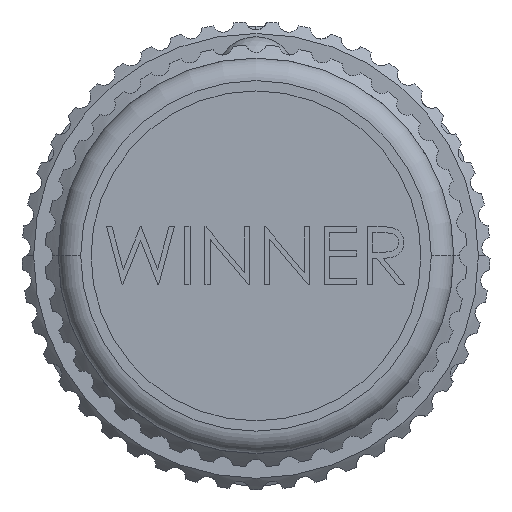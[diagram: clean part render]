
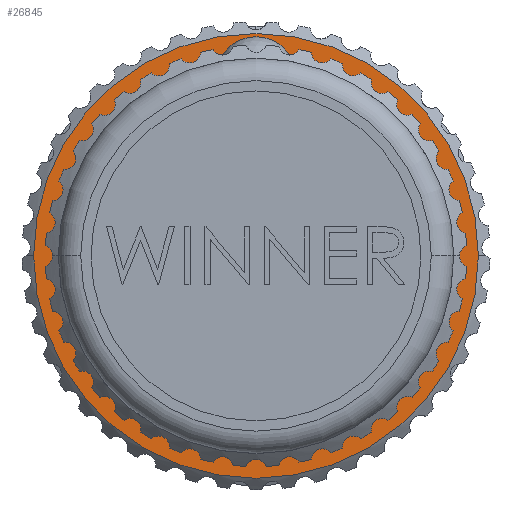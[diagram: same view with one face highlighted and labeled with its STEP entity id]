
A CAD part, left-side view. The second image highlights one B-rep face of the part: STEP entity #26845.
In plain terms, the highlighted planar face has unit normal (-1, 0, 0).
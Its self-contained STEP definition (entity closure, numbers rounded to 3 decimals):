
#255 = DIRECTION ( 'NONE',  ( -1., 0., 0. ) ) ;
#557 = CARTESIAN_POINT ( 'NONE',  ( -7.9, -3.3, 2.677 ) ) ;
#755 = CARTESIAN_POINT ( 'NONE',  ( -7.9, -1.255, 4.242 ) ) ;
#1393 = CARTESIAN_POINT ( 'NONE',  ( -7.9, 4.355, -1.744 ) ) ;
#1502 = PLANE ( 'NONE',  #14817 ) ;
#2159 = CARTESIAN_POINT ( 'NONE',  ( -7.9, 0.11, 4.51 ) ) ;
#2338 = CARTESIAN_POINT ( 'NONE',  ( -7.9, -1.839, -3.813 ) ) ;
#2524 = CARTESIAN_POINT ( 'NONE',  ( -7.9, -3.22, -2.675 ) ) ;
#2616 = CARTESIAN_POINT ( 'NONE',  ( -7.9, -3.434, -2.385 ) ) ;
#3071 = EDGE_LOOP ( 'NONE', ( #3727, #5493 ) ) ;
#3636 = CARTESIAN_POINT ( 'NONE',  ( -7.9, 0.225, -4.355 ) ) ;
#3727 = ORIENTED_EDGE ( 'NONE', *, *, #9820, .T. ) ;
#3758 = DIRECTION ( 'NONE',  ( -1., 0., 0. ) ) ;
#3764 = DIRECTION ( 'NONE',  ( -1., 0., 0. ) ) ;
#4312 = FACE_BOUND ( 'NONE', #20437, .T. ) ;
#4314 = CARTESIAN_POINT ( 'NONE',  ( -7.9, 0.393, 4.511 ) ) ;
#4356 = VERTEX_POINT ( 'NONE', #4687 ) ;
#4409 = CARTESIAN_POINT ( 'NONE',  ( -7.9, 2.03, 4.167 ) ) ;
#4668 = CARTESIAN_POINT ( 'NONE',  ( -7.9, -3.962, 1.4 ) ) ;
#4675 = CARTESIAN_POINT ( 'NONE',  ( -7.9, -0.721, 4.401 ) ) ;
#4687 = CARTESIAN_POINT ( 'NONE',  ( -7.9, 15.3, 0. ) ) ;
#4865 = CARTESIAN_POINT ( 'NONE',  ( -7.9, -0.448, 4.455 ) ) ;
#4954 = CARTESIAN_POINT ( 'NONE',  ( -7.9, -2.014, 3.874 ) ) ;
#5493 = ORIENTED_EDGE ( 'NONE', *, *, #5981, .T. ) ;
#5519 = CARTESIAN_POINT ( 'NONE',  ( -7.9, 4.462, -1.476 ) ) ;
#5605 = CARTESIAN_POINT ( 'NONE',  ( -7.9, -1.178, -4.092 ) ) ;
#5706 = CARTESIAN_POINT ( 'NONE',  ( -7.9, 0.797, -4.324 ) ) ;
#5927 = ORIENTED_EDGE ( 'NONE', *, *, #12963, .F. ) ;
#5981 = EDGE_CURVE ( 'NONE', #8755, #4356, #27015, .T. ) ;
#6297 = CARTESIAN_POINT ( 'NONE',  ( -7.9, 1.766, 4.266 ) ) ;
#6377 = EDGE_CURVE ( 'NONE', #21172, #13524, #23669, .T. ) ;
#6738 = CARTESIAN_POINT ( 'NONE',  ( -7.9, -4.128, 0.705 ) ) ;
#6824 = CARTESIAN_POINT ( 'NONE',  ( -7.9, -4.159, -0.371 ) ) ;
#7648 = CARTESIAN_POINT ( 'NONE',  ( -7.9, 3.001, 3.617 ) ) ;
#7769 = CARTESIAN_POINT ( 'NONE',  ( -7.9, -0.63, -4.261 ) ) ;
#7799 = DIRECTION ( 'NONE',  ( 0., -1., 0. ) ) ;
#7863 = CARTESIAN_POINT ( 'NONE',  ( -7.9, -0.065, -4.343 ) ) ;
#8755 = VERTEX_POINT ( 'NONE', #13967 ) ;
#8886 = CARTESIAN_POINT ( 'NONE',  ( -7.9, -3.837, 1.737 ) ) ;
#8975 = CARTESIAN_POINT ( 'NONE',  ( -7.9, -1.178, -4.092 ) ) ;
#9081 = B_SPLINE_CURVE_WITH_KNOTS ( 'NONE', 3,
 ( #26583, #22339, #7769, #7863, #3636, #5706, #16316, #10111, #25153, #12370, #18742, #27327, #14260, #10203, #25068, #25242, #1393, #5519 ),
 .UNSPECIFIED., .F., .F.,
 ( 4, 2, 2, 2, 2, 2, 2, 2, 4 ),
 ( 0., 0.001, 0.002, 0.003, 0.003, 0.004, 0.005, 0.006, 0.007 ),
 .UNSPECIFIED. ) ;
#9172 = CARTESIAN_POINT ( 'NONE',  ( -7.9, -2.246, 3.721 ) ) ;
#9820 = EDGE_CURVE ( 'NONE', #4356, #8755, #11381, .T. ) ;
#9867 = CARTESIAN_POINT ( 'NONE',  ( -7.9, 0., 0. ) ) ;
#10111 = CARTESIAN_POINT ( 'NONE',  ( -7.9, 1.636, -4.143 ) ) ;
#10203 = CARTESIAN_POINT ( 'NONE',  ( -7.9, 3.742, -2.716 ) ) ;
#10654 = DIRECTION ( 'NONE',  ( 0., -1., 0. ) ) ;
#10933 = CARTESIAN_POINT ( 'NONE',  ( -7.9, 0., 0. ) ) ;
#10968 = CARTESIAN_POINT ( 'NONE',  ( -7.9, 2.773, 3.783 ) ) ;
#11062 = CARTESIAN_POINT ( 'NONE',  ( -7.9, -3.785, -1.763 ) ) ;
#11340 = CARTESIAN_POINT ( 'NONE',  ( -7.9, -2.886, 3.171 ) ) ;
#11381 = CIRCLE ( 'NONE', #25961, 15.3 ) ;
#11389 = EDGE_CURVE ( 'NONE', #24561, #21172, #13978, .T. ) ;
#11506 = EDGE_CURVE ( 'NONE', #13524, #16536, #9081, .T. ) ;
#12031 = DIRECTION ( 'NONE',  ( -1., 0., 0. ) ) ;
#12370 = CARTESIAN_POINT ( 'NONE',  ( -7.9, 2.426, -3.805 ) ) ;
#12963 = EDGE_CURVE ( 'NONE', #24561, #16536, #18213, .T. ) ;
#13247 = CARTESIAN_POINT ( 'NONE',  ( -7.9, -2.683, 3.369 ) ) ;
#13427 = CARTESIAN_POINT ( 'NONE',  ( -7.9, 4.462, -1.476 ) ) ;
#13524 = VERTEX_POINT ( 'NONE', #5605 ) ;
#13725 = FACE_OUTER_BOUND ( 'NONE', #3071, .T. ) ;
#13851 = ORIENTED_EDGE ( 'NONE', *, *, #11506, .T. ) ;
#13967 = CARTESIAN_POINT ( 'NONE',  ( -7.9, -15.3, 0. ) ) ;
#13978 = B_SPLINE_CURVE_WITH_KNOTS ( 'NONE', 3,
 ( #23573, #10968, #19151, #4409, #6297, #25648, #17079, #4314, #2159, #4865, #4675, #755, #17815, #4954, #9172, #13247, #11340, #19970 ),
 .UNSPECIFIED., .F., .F.,
 ( 4, 2, 2, 2, 2, 2, 2, 2, 4 ),
 ( 0., 0.001, 0.002, 0.003, 0.003, 0.004, 0.005, 0.006, 0.007 ),
 .UNSPECIFIED. ) ;
#14260 = CARTESIAN_POINT ( 'NONE',  ( -7.9, 3.353, -3.132 ) ) ;
#14561 = DIRECTION ( 'NONE',  ( 0., 1., 0. ) ) ;
#14817 = AXIS2_PLACEMENT_3D ( 'NONE', #21111, #3758, #14561 ) ;
#15311 = AXIS2_PLACEMENT_3D ( 'NONE', #9867, #12031, #7799 ) ;
#15399 = CARTESIAN_POINT ( 'NONE',  ( -7.9, -4.168, 0.342 ) ) ;
#16316 = CARTESIAN_POINT ( 'NONE',  ( -7.9, 1.079, -4.282 ) ) ;
#16536 = VERTEX_POINT ( 'NONE', #13427 ) ;
#17079 = CARTESIAN_POINT ( 'NONE',  ( -7.9, 0.949, 4.463 ) ) ;
#17815 = CARTESIAN_POINT ( 'NONE',  ( -7.9, -1.519, 4.134 ) ) ;
#18213 = CIRCLE ( 'NONE', #24006, 4.7 ) ;
#18742 = CARTESIAN_POINT ( 'NONE',  ( -7.9, 2.672, -3.661 ) ) ;
#19151 = CARTESIAN_POINT ( 'NONE',  ( -7.9, 2.533, 3.926 ) ) ;
#19512 = CARTESIAN_POINT ( 'NONE',  ( -7.9, -3.505, 2.378 ) ) ;
#19813 = ORIENTED_EDGE ( 'NONE', *, *, #6377, .T. ) ;
#19877 = CARTESIAN_POINT ( 'NONE',  ( -7.9, -2.44, -3.428 ) ) ;
#19970 = CARTESIAN_POINT ( 'NONE',  ( -7.9, -3.067, 2.954 ) ) ;
#20074 = ORIENTED_EDGE ( 'NONE', *, *, #11389, .T. ) ;
#20437 = EDGE_LOOP ( 'NONE', ( #19813, #13851, #5927, #20074 ) ) ;
#21111 = CARTESIAN_POINT ( 'NONE',  ( -7.9, 5.05, 0. ) ) ;
#21172 = VERTEX_POINT ( 'NONE', #22216 ) ;
#21677 = CARTESIAN_POINT ( 'NONE',  ( -7.9, -1.517, -3.969 ) ) ;
#21867 = CARTESIAN_POINT ( 'NONE',  ( -7.9, -2.722, -3.198 ) ) ;
#22216 = CARTESIAN_POINT ( 'NONE',  ( -7.9, -3.067, 2.954 ) ) ;
#22339 = CARTESIAN_POINT ( 'NONE',  ( -7.9, -0.907, -4.191 ) ) ;
#23191 = DIRECTION ( 'NONE',  ( 0., 0., 1. ) ) ;
#23573 = CARTESIAN_POINT ( 'NONE',  ( -7.9, 3.001, 3.617 ) ) ;
#23669 = B_SPLINE_CURVE_WITH_KNOTS ( 'NONE', 3,
 ( #26017, #557, #19512, #8886, #4668, #6738, #15399, #6824, #25925, #24121, #11062, #2616, #2524, #21867, #19877, #2338, #21677, #8975 ),
 .UNSPECIFIED., .F., .F.,
 ( 4, 2, 2, 2, 2, 2, 2, 2, 4 ),
 ( 0., 0.001, 0.002, 0.003, 0.004, 0.005, 0.007, 0.008, 0.009 ),
 .UNSPECIFIED. ) ;
#24006 = AXIS2_PLACEMENT_3D ( 'NONE', #27362, #3764, #23191 ) ;
#24121 = CARTESIAN_POINT ( 'NONE',  ( -7.9, -3.923, -1.426 ) ) ;
#24561 = VERTEX_POINT ( 'NONE', #7648 ) ;
#25068 = CARTESIAN_POINT ( 'NONE',  ( -7.9, 3.918, -2.487 ) ) ;
#25153 = CARTESIAN_POINT ( 'NONE',  ( -7.9, 1.909, -4.046 ) ) ;
#25242 = CARTESIAN_POINT ( 'NONE',  ( -7.9, 4.225, -2. ) ) ;
#25648 = CARTESIAN_POINT ( 'NONE',  ( -7.9, 1.223, 4.414 ) ) ;
#25925 = CARTESIAN_POINT ( 'NONE',  ( -7.9, -4.11, -0.729 ) ) ;
#25961 = AXIS2_PLACEMENT_3D ( 'NONE', #10933, #255, #10654 ) ;
#26017 = CARTESIAN_POINT ( 'NONE',  ( -7.9, -3.067, 2.954 ) ) ;
#26583 = CARTESIAN_POINT ( 'NONE',  ( -7.9, -1.178, -4.092 ) ) ;
#26845 = ADVANCED_FACE ( 'NONE', ( #4312, #13725 ), #1502, .T. ) ;
#27015 = CIRCLE ( 'NONE', #15311, 15.3 ) ;
#27327 = CARTESIAN_POINT ( 'NONE',  ( -7.9, 3.139, -3.322 ) ) ;
#27362 = CARTESIAN_POINT ( 'NONE',  ( -7.9, 0., 0. ) ) ;
